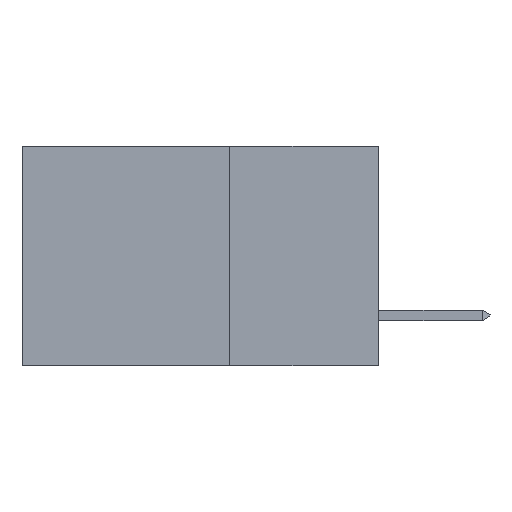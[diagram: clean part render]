
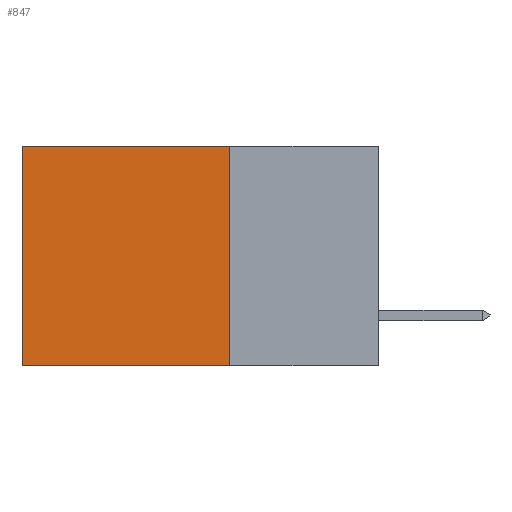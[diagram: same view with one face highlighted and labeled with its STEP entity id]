
A CAD part, left-side view. The second image highlights one B-rep face of the part: STEP entity #847.
In plain terms, the highlighted planar face has unit normal (-1, 0, 0).
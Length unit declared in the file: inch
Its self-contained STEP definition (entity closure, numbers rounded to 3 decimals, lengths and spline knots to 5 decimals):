
#582 = AXIS2_PLACEMENT_3D ( 'NONE', #11921, #2242, #9345 ) ;
#847 = ADVANCED_FACE ( 'NONE', ( #5677 ), #6863, .F. ) ;
#1324 = CARTESIAN_POINT ( 'NONE',  ( 0.2615, 0.25, 0. ) ) ;
#1447 = LINE ( 'NONE', #10968, #14497 ) ;
#1482 = VECTOR ( 'NONE', #11081, 39.37008 ) ;
#2242 = DIRECTION ( 'NONE',  ( 1., 0., 0. ) ) ;
#2331 = CARTESIAN_POINT ( 'NONE',  ( 0.2615, 0.6, -0.37 ) ) ;
#2767 = ORIENTED_EDGE ( 'NONE', *, *, #9824, .T. ) ;
#2906 = EDGE_LOOP ( 'NONE', ( #2767, #12960, #12716, #9110 ) ) ;
#3065 = EDGE_CURVE ( 'NONE', #10715, #5529, #14632, .T. ) ;
#3123 = CARTESIAN_POINT ( 'NONE',  ( 0.2615, 0.25, -0.37 ) ) ;
#3690 = CARTESIAN_POINT ( 'NONE',  ( 0.2615, 0.6, 0. ) ) ;
#3794 = EDGE_CURVE ( 'NONE', #12160, #14125, #15373, .T. ) ;
#4683 = CARTESIAN_POINT ( 'NONE',  ( 0.2615, 0.25, 0. ) ) ;
#4959 = CARTESIAN_POINT ( 'NONE',  ( 0.2615, 0.25, -0.37 ) ) ;
#5529 = VERTEX_POINT ( 'NONE', #2331 ) ;
#5677 = FACE_OUTER_BOUND ( 'NONE', #2906, .T. ) ;
#6192 = VECTOR ( 'NONE', #7380, 39.37008 ) ;
#6863 = PLANE ( 'NONE',  #582 ) ;
#6918 = LINE ( 'NONE', #15185, #11427 ) ;
#7138 = EDGE_CURVE ( 'NONE', #12160, #10715, #1447, .T. ) ;
#7380 = DIRECTION ( 'NONE',  ( 0., 1., 0. ) ) ;
#8153 = DIRECTION ( 'NONE',  ( 0., 0., -1. ) ) ;
#9110 = ORIENTED_EDGE ( 'NONE', *, *, #3794, .T. ) ;
#9345 = DIRECTION ( 'NONE',  ( 0., 0., -1. ) ) ;
#9824 = EDGE_CURVE ( 'NONE', #14125, #5529, #6918, .T. ) ;
#10715 = VERTEX_POINT ( 'NONE', #3123 ) ;
#10968 = CARTESIAN_POINT ( 'NONE',  ( 0.2615, 0.25, -0.37 ) ) ;
#11081 = DIRECTION ( 'NONE',  ( 0., 1., 0. ) ) ;
#11427 = VECTOR ( 'NONE', #8153, 39.37008 ) ;
#11921 = CARTESIAN_POINT ( 'NONE',  ( 0.2615, 0.25, -0.37 ) ) ;
#12160 = VERTEX_POINT ( 'NONE', #1324 ) ;
#12716 = ORIENTED_EDGE ( 'NONE', *, *, #7138, .F. ) ;
#12960 = ORIENTED_EDGE ( 'NONE', *, *, #3065, .F. ) ;
#14125 = VERTEX_POINT ( 'NONE', #3690 ) ;
#14497 = VECTOR ( 'NONE', #14798, 39.37008 ) ;
#14632 = LINE ( 'NONE', #4959, #6192 ) ;
#14798 = DIRECTION ( 'NONE',  ( 0., 0., -1. ) ) ;
#15185 = CARTESIAN_POINT ( 'NONE',  ( 0.2615, 0.6, -0.37 ) ) ;
#15373 = LINE ( 'NONE', #4683, #1482 ) ;
